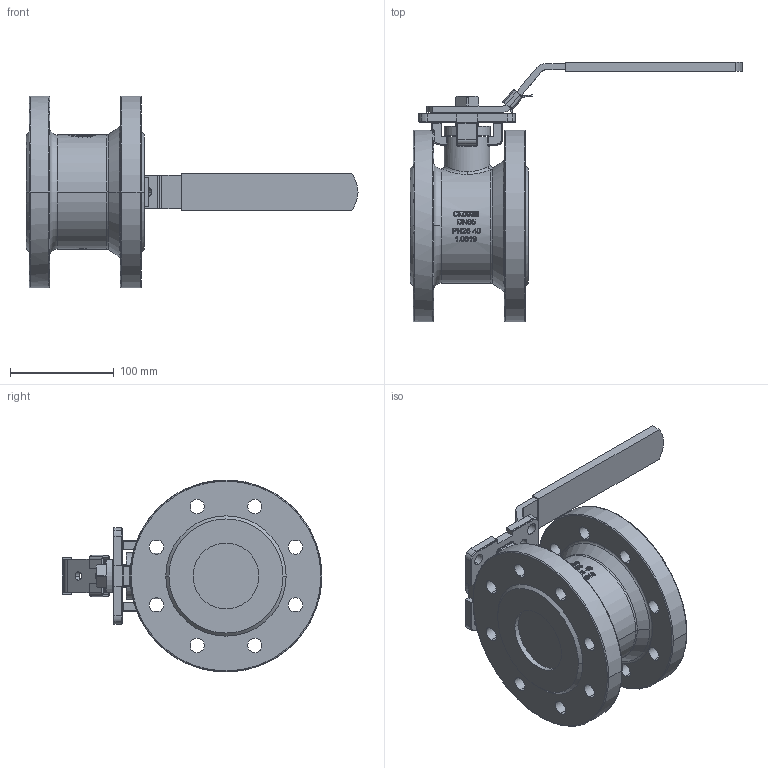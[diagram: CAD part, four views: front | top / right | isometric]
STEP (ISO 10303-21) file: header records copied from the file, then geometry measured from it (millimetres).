
FILE_DESCRIPTION(('STEP AP242'),'1');
FILE_NAME('00v000790651.stp','2024-11-21T13:37:06',('TraceParts'),('TraceParts S.A.'),'Spatial InterOp 3D',' ',' ');
FILE_SCHEMA(('AP242_MANAGED_MODEL_BASED_3D_ENGINEERING_MIM_LF {1 0 10303 442 1 1 4}'));
Length unit declared in the file: millimetre
Products named in the file (1): 00v000790651
Bounding box: 320 x 250.5 x 185 mm (x, y, z)
Volume: 1932490.6 mm3; surface area: 205321.4 mm2
Topology: 1 solids, 1 shells, 1083 faces, 2936 edges, 1916 vertices
Faces by surface type: plane 371, bspline 354, cylinder 291, torus 45, cone 20, sphere 2
Entity records: 98591 total; most frequent: CARTESIAN_POINT 73385, ORIENTED_EDGE 5856, DIRECTION 4163, EDGE_CURVE 2928, VERTEX_POINT 1916, LINE 1407, VECTOR 1407, AXIS2_PLACEMENT_3D 1378
